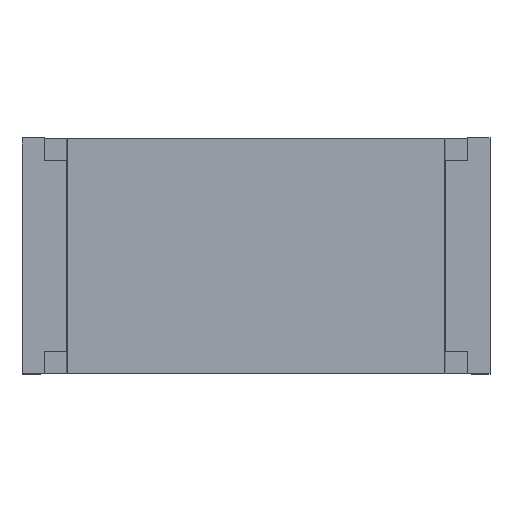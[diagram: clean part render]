
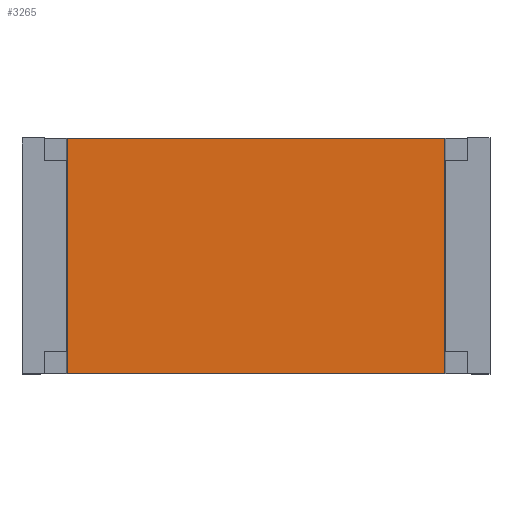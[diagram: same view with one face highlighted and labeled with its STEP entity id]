
A CAD part, top view. The second image highlights one B-rep face of the part: STEP entity #3265.
In plain terms, the highlighted planar face has unit normal (0, 0, 1).
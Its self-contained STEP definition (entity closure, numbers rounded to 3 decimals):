
#393 = PLANE('',#394);
#394 = AXIS2_PLACEMENT_3D('',#395,#396,#397);
#395 = CARTESIAN_POINT('',(-2.574,-1.599,0.474));
#396 = DIRECTION('',(0.,1.,0.));
#397 = DIRECTION('',(0.,0.,1.));
#421 = PLANE('',#422);
#422 = AXIS2_PLACEMENT_3D('',#423,#424,#425);
#423 = CARTESIAN_POINT('',(-2.558,-1.599,0.474));
#424 = DIRECTION('',(-0.985,0.,0.174
    ));
#425 = DIRECTION('',(0.174,0.,0.985));
#449 = PLANE('',#450);
#450 = AXIS2_PLACEMENT_3D('',#451,#452,#453);
#451 = CARTESIAN_POINT('',(-2.574,1.599,0.474));
#452 = DIRECTION('',(0.,-1.,0.));
#453 = DIRECTION('',(0.,0.,-1.));
#475 = PLANE('',#476);
#476 = AXIS2_PLACEMENT_3D('',#477,#478,#479);
#477 = CARTESIAN_POINT('',(2.558,-1.599,0.474));
#478 = DIRECTION('',(0.985,0.,0.174)
  );
#479 = DIRECTION('',(0.174,0.,-0.985));
#3124 = VERTEX_POINT('',#3125);
#3125 = CARTESIAN_POINT('',(2.558,-1.599,0.474));
#3146 = EDGE_CURVE('',#3147,#3124,#3149,.T.);
#3147 = VERTEX_POINT('',#3148);
#3148 = CARTESIAN_POINT('',(-2.558,-1.599,0.474));
#3149 = SURFACE_CURVE('',#3150,(#3154,#3161),.PCURVE_S1.);
#3150 = LINE('',#3151,#3152);
#3151 = CARTESIAN_POINT('',(-2.574,-1.599,0.474));
#3152 = VECTOR('',#3153,1.);
#3153 = DIRECTION('',(1.,0.,0.));
#3154 = PCURVE('',#393,#3155);
#3155 = DEFINITIONAL_REPRESENTATION('',(#3156),#3160);
#3156 = LINE('',#3157,#3158);
#3157 = CARTESIAN_POINT('',(0.,0.));
#3158 = VECTOR('',#3159,1.);
#3159 = DIRECTION('',(0.,1.));
#3160 = ( GEOMETRIC_REPRESENTATION_CONTEXT(2) 
PARAMETRIC_REPRESENTATION_CONTEXT() REPRESENTATION_CONTEXT('2D SPACE',''
  ) );
#3161 = PCURVE('',#3162,#3167);
#3162 = PLANE('',#3163);
#3163 = AXIS2_PLACEMENT_3D('',#3164,#3165,#3166);
#3164 = CARTESIAN_POINT('',(-2.574,-1.599,0.474));
#3165 = DIRECTION('',(0.,0.,1.));
#3166 = DIRECTION('',(1.,0.,0.));
#3167 = DEFINITIONAL_REPRESENTATION('',(#3168),#3172);
#3168 = LINE('',#3169,#3170);
#3169 = CARTESIAN_POINT('',(0.,0.));
#3170 = VECTOR('',#3171,1.);
#3171 = DIRECTION('',(1.,0.));
#3172 = ( GEOMETRIC_REPRESENTATION_CONTEXT(2) 
PARAMETRIC_REPRESENTATION_CONTEXT() REPRESENTATION_CONTEXT('2D SPACE',''
  ) );
#3198 = EDGE_CURVE('',#3199,#3201,#3203,.T.);
#3199 = VERTEX_POINT('',#3200);
#3200 = CARTESIAN_POINT('',(2.558,1.599,0.474));
#3201 = VERTEX_POINT('',#3202);
#3202 = CARTESIAN_POINT('',(-2.558,1.599,0.474));
#3203 = SURFACE_CURVE('',#3204,(#3208,#3215),.PCURVE_S1.);
#3204 = LINE('',#3205,#3206);
#3205 = CARTESIAN_POINT('',(-2.574,1.599,0.474));
#3206 = VECTOR('',#3207,1.);
#3207 = DIRECTION('',(-1.,0.,0.));
#3208 = PCURVE('',#449,#3209);
#3209 = DEFINITIONAL_REPRESENTATION('',(#3210),#3214);
#3210 = LINE('',#3211,#3212);
#3211 = CARTESIAN_POINT('',(0.,0.));
#3212 = VECTOR('',#3213,1.);
#3213 = DIRECTION('',(0.,-1.));
#3214 = ( GEOMETRIC_REPRESENTATION_CONTEXT(2) 
PARAMETRIC_REPRESENTATION_CONTEXT() REPRESENTATION_CONTEXT('2D SPACE',''
  ) );
#3215 = PCURVE('',#3162,#3216);
#3216 = DEFINITIONAL_REPRESENTATION('',(#3217),#3221);
#3217 = LINE('',#3218,#3219);
#3218 = CARTESIAN_POINT('',(0.,3.198));
#3219 = VECTOR('',#3220,1.);
#3220 = DIRECTION('',(-1.,0.));
#3221 = ( GEOMETRIC_REPRESENTATION_CONTEXT(2) 
PARAMETRIC_REPRESENTATION_CONTEXT() REPRESENTATION_CONTEXT('2D SPACE',''
  ) );
#3265 = ADVANCED_FACE('',(#3266),#3162,.T.);
#3266 = FACE_BOUND('',#3267,.T.);
#3267 = EDGE_LOOP('',(#3268,#3269,#3290,#3291));
#3268 = ORIENTED_EDGE('',*,*,#3146,.T.);
#3269 = ORIENTED_EDGE('',*,*,#3270,.T.);
#3270 = EDGE_CURVE('',#3124,#3199,#3271,.T.);
#3271 = SURFACE_CURVE('',#3272,(#3276,#3283),.PCURVE_S1.);
#3272 = LINE('',#3273,#3274);
#3273 = CARTESIAN_POINT('',(2.558,1.599,0.474));
#3274 = VECTOR('',#3275,1.);
#3275 = DIRECTION('',(0.,1.,0.));
#3276 = PCURVE('',#3162,#3277);
#3277 = DEFINITIONAL_REPRESENTATION('',(#3278),#3282);
#3278 = LINE('',#3279,#3280);
#3279 = CARTESIAN_POINT('',(5.132,3.198));
#3280 = VECTOR('',#3281,1.);
#3281 = DIRECTION('',(0.,1.));
#3282 = ( GEOMETRIC_REPRESENTATION_CONTEXT(2) 
PARAMETRIC_REPRESENTATION_CONTEXT() REPRESENTATION_CONTEXT('2D SPACE',''
  ) );
#3283 = PCURVE('',#475,#3284);
#3284 = DEFINITIONAL_REPRESENTATION('',(#3285),#3289);
#3285 = LINE('',#3286,#3287);
#3286 = CARTESIAN_POINT('',(0.,3.198));
#3287 = VECTOR('',#3288,1.);
#3288 = DIRECTION('',(0.,1.));
#3289 = ( GEOMETRIC_REPRESENTATION_CONTEXT(2) 
PARAMETRIC_REPRESENTATION_CONTEXT() REPRESENTATION_CONTEXT('2D SPACE',''
  ) );
#3290 = ORIENTED_EDGE('',*,*,#3198,.T.);
#3291 = ORIENTED_EDGE('',*,*,#3292,.T.);
#3292 = EDGE_CURVE('',#3201,#3147,#3293,.T.);
#3293 = SURFACE_CURVE('',#3294,(#3298,#3305),.PCURVE_S1.);
#3294 = LINE('',#3295,#3296);
#3295 = CARTESIAN_POINT('',(-2.558,-1.599,0.474));
#3296 = VECTOR('',#3297,1.);
#3297 = DIRECTION('',(0.,-1.,0.));
#3298 = PCURVE('',#3162,#3299);
#3299 = DEFINITIONAL_REPRESENTATION('',(#3300),#3304);
#3300 = LINE('',#3301,#3302);
#3301 = CARTESIAN_POINT('',(0.016,0.));
#3302 = VECTOR('',#3303,1.);
#3303 = DIRECTION('',(0.,-1.));
#3304 = ( GEOMETRIC_REPRESENTATION_CONTEXT(2) 
PARAMETRIC_REPRESENTATION_CONTEXT() REPRESENTATION_CONTEXT('2D SPACE',''
  ) );
#3305 = PCURVE('',#421,#3306);
#3306 = DEFINITIONAL_REPRESENTATION('',(#3307),#3311);
#3307 = LINE('',#3308,#3309);
#3308 = CARTESIAN_POINT('',(0.,0.));
#3309 = VECTOR('',#3310,1.);
#3310 = DIRECTION('',(0.,-1.));
#3311 = ( GEOMETRIC_REPRESENTATION_CONTEXT(2) 
PARAMETRIC_REPRESENTATION_CONTEXT() REPRESENTATION_CONTEXT('2D SPACE',''
  ) );
